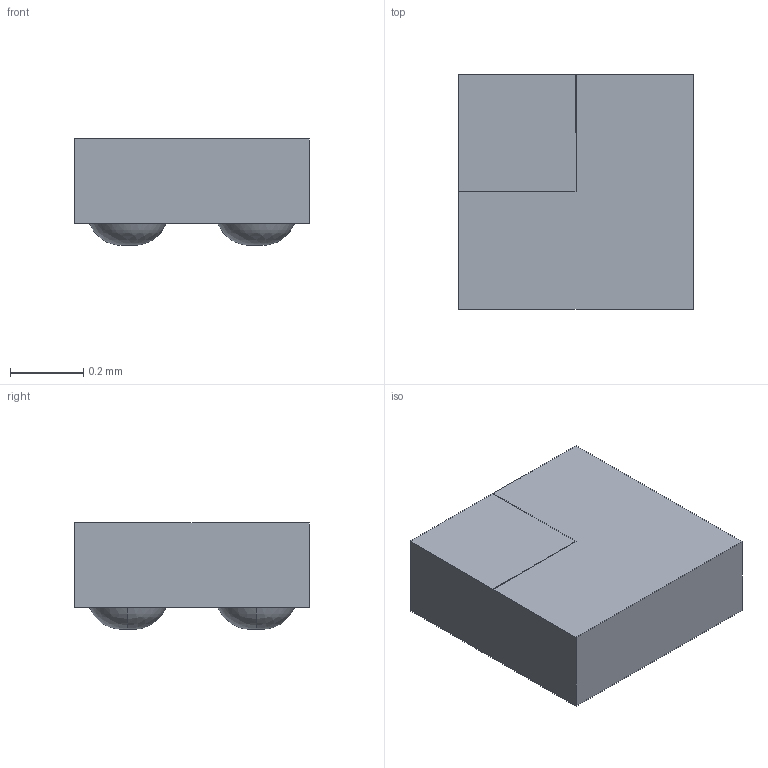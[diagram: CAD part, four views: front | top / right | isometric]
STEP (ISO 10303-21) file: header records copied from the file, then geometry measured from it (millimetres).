
FILE_DESCRIPTION (( 'STEP AP214' ), '1' );
FILE_NAME ('ONSEMI_567JZ.STEP', '2021-11-24T14:40:30', ( '' ), ( '' ), 'SwSTEP 2.0', 'SolidWorks 2019', '' );
FILE_SCHEMA (( 'AUTOMOTIVE_DESIGN' ));
Length unit declared in the file: millimetre
Products named in the file (1): ONSEMI_567JZ
Bounding box: 0.64 x 0.64 x 0.29 mm (x, y, z)
Volume: 0.1 mm3; surface area: 1.5 mm2
Topology: 1 solids, 1 shells, 21 faces, 45 edges, 30 vertices
Faces by surface type: plane 13, bspline 8
Entity records: 1282 total; most frequent: CARTESIAN_POINT 649, ORIENTED_EDGE 90, DIRECTION 49, EDGE_CURVE 45, VERTEX_POINT 30, EDGE_LOOP 25, B_SPLINE_CURVE_WITH_KNOTS 24, UNCERTAINTY_MEASURE_WITH_UNIT 22
